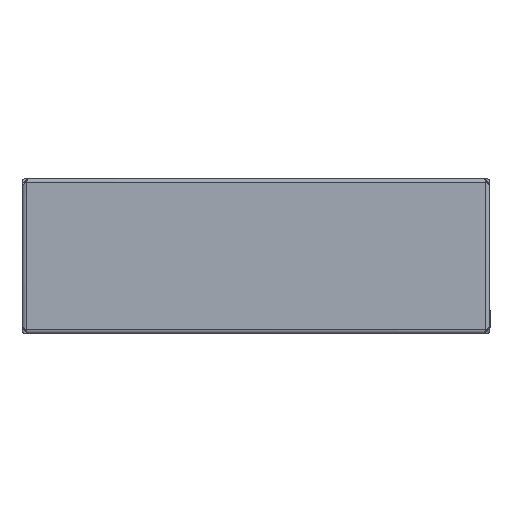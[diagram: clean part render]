
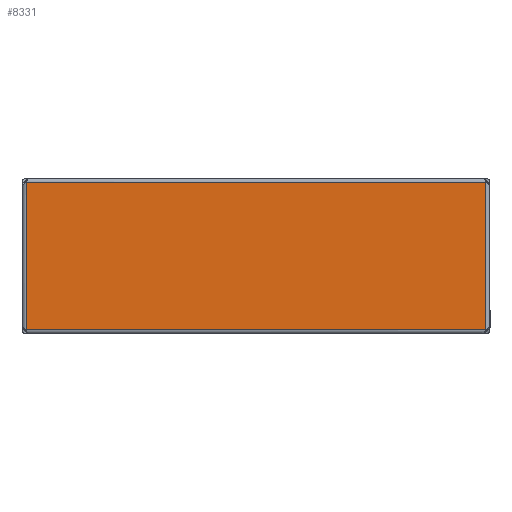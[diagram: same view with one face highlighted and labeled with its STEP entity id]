
A CAD part, front view. The second image highlights one B-rep face of the part: STEP entity #8331.
In plain terms, the highlighted planar face has unit normal (0, -1, 0).
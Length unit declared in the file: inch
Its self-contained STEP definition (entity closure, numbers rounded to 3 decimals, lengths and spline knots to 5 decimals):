
#66 = CARTESIAN_POINT ( 'NONE',  ( -17.9548, 0., -0.99806 ) ) ;
#633 = VERTEX_POINT ( 'NONE', #8917 ) ;
#844 = ORIENTED_EDGE ( 'NONE', *, *, #2888, .T. ) ;
#979 = EDGE_LOOP ( 'NONE', ( #844, #7509, #7157, #8030 ) ) ;
#1234 = VECTOR ( 'NONE', #6175, 39.37008 ) ;
#1267 = EDGE_CURVE ( 'NONE', #3133, #633, #7809, .T. ) ;
#1555 = DIRECTION ( 'NONE',  ( -1., 0., 0. ) ) ;
#1591 = EDGE_CURVE ( 'NONE', #2517, #3133, #5195, .T. ) ;
#1593 = PLANE ( 'NONE',  #1671 ) ;
#1671 = AXIS2_PLACEMENT_3D ( 'NONE', #4380, #4749, #6074 ) ;
#1677 = DIRECTION ( 'NONE',  ( 0., 0., 1. ) ) ;
#1720 = CARTESIAN_POINT ( 'NONE',  ( 8.83352, 0., 0. ) ) ;
#2037 = DIRECTION ( 'NONE',  ( 0., 0., -1. ) ) ;
#2098 = VECTOR ( 'NONE', #2037, 39.37008 ) ;
#2517 = VERTEX_POINT ( 'NONE', #8321 ) ;
#2754 = VECTOR ( 'NONE', #1677, 39.37008 ) ;
#2888 = EDGE_CURVE ( 'NONE', #633, #5959, #8984, .T. ) ;
#3133 = VERTEX_POINT ( 'NONE', #4189 ) ;
#4125 = LINE ( 'NONE', #4216, #1234 ) ;
#4189 = CARTESIAN_POINT ( 'NONE',  ( 8.83352, 0., -0.99806 ) ) ;
#4216 = CARTESIAN_POINT ( 'NONE',  ( -17.9548, 0., -6.66504 ) ) ;
#4380 = CARTESIAN_POINT ( 'NONE',  ( -17.9548, 0., 0. ) ) ;
#4749 = DIRECTION ( 'NONE',  ( 0., -1., 0. ) ) ;
#5195 = LINE ( 'NONE', #1720, #2754 ) ;
#5746 = VECTOR ( 'NONE', #1555, 39.37008 ) ;
#5959 = VERTEX_POINT ( 'NONE', #6478 ) ;
#6074 = DIRECTION ( 'NONE',  ( 0., 0., -1. ) ) ;
#6175 = DIRECTION ( 'NONE',  ( 1., 0., 0. ) ) ;
#6478 = CARTESIAN_POINT ( 'NONE',  ( -8.83352, 0., -6.66504 ) ) ;
#7157 = ORIENTED_EDGE ( 'NONE', *, *, #1591, .T. ) ;
#7509 = ORIENTED_EDGE ( 'NONE', *, *, #8117, .T. ) ;
#7809 = LINE ( 'NONE', #66, #5746 ) ;
#7849 = FACE_OUTER_BOUND ( 'NONE', #979, .T. ) ;
#8030 = ORIENTED_EDGE ( 'NONE', *, *, #1267, .T. ) ;
#8117 = EDGE_CURVE ( 'NONE', #5959, #2517, #4125, .T. ) ;
#8321 = CARTESIAN_POINT ( 'NONE',  ( 8.83352, 0., -6.66504 ) ) ;
#8331 = ADVANCED_FACE ( 'NONE', ( #7849 ), #1593, .T. ) ;
#8389 = CARTESIAN_POINT ( 'NONE',  ( -8.83352, 0., 0. ) ) ;
#8917 = CARTESIAN_POINT ( 'NONE',  ( -8.83352, 0., -0.99806 ) ) ;
#8984 = LINE ( 'NONE', #8389, #2098 ) ;
